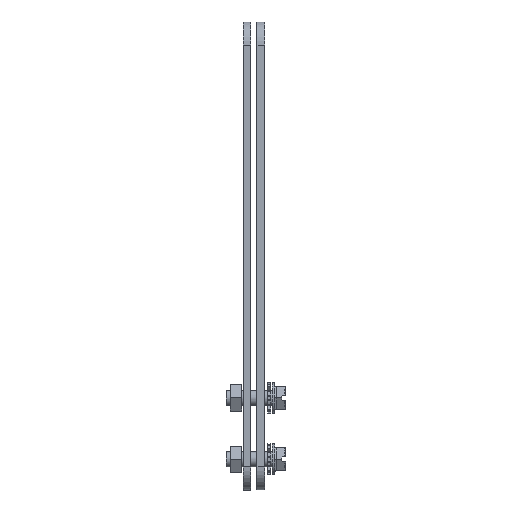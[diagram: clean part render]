
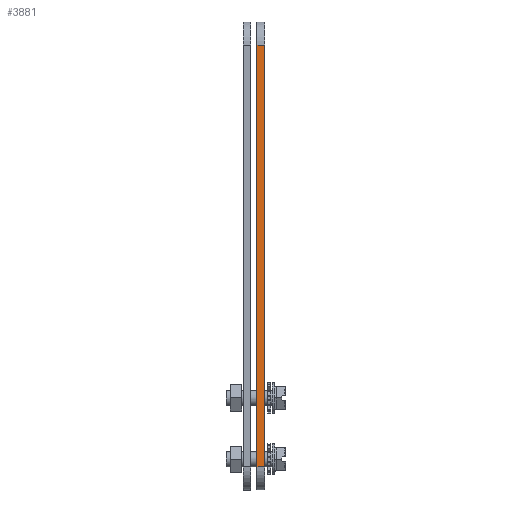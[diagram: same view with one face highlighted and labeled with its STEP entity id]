
A CAD part, left-side view. The second image highlights one B-rep face of the part: STEP entity #3881.
In plain terms, the highlighted planar face has unit normal (-1, 0, 0).
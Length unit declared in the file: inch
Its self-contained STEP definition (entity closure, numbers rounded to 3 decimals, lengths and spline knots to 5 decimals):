
#241 = ORIENTED_EDGE ( 'NONE', *, *, #3485, .T. ) ;
#617 = LINE ( 'NONE', #5836, #2936 ) ;
#964 = VECTOR ( 'NONE', #1160, 39.37008 ) ;
#1055 = DIRECTION ( 'NONE',  ( 0., 1., 0. ) ) ;
#1160 = DIRECTION ( 'NONE',  ( 0., 1., 0. ) ) ;
#1491 = EDGE_CURVE ( 'NONE', #6609, #6825, #4240, .T. ) ;
#1519 = VECTOR ( 'NONE', #1055, 39.37008 ) ;
#1791 = LINE ( 'NONE', #8239, #964 ) ;
#1922 = EDGE_LOOP ( 'NONE', ( #241, #4291, #2298, #5800 ) ) ;
#2298 = ORIENTED_EDGE ( 'NONE', *, *, #3351, .T. ) ;
#2446 = LINE ( 'NONE', #3149, #3866 ) ;
#2607 = DIRECTION ( 'NONE',  ( 0., 0., 1. ) ) ;
#2936 = VECTOR ( 'NONE', #6922, 39.37008 ) ;
#3149 = CARTESIAN_POINT ( 'NONE',  ( -3.8125, -0.35, 3.4375 ) ) ;
#3209 = AXIS2_PLACEMENT_3D ( 'NONE', #3311, #7815, #4612 ) ;
#3311 = CARTESIAN_POINT ( 'NONE',  ( -3.8125, -0.225, 3.4375 ) ) ;
#3351 = EDGE_CURVE ( 'NONE', #3577, #6609, #2446, .T. ) ;
#3485 = EDGE_CURVE ( 'NONE', #6825, #4148, #617, .T. ) ;
#3577 = VERTEX_POINT ( 'NONE', #7454 ) ;
#3866 = VECTOR ( 'NONE', #2607, 39.37008 ) ;
#3881 = ADVANCED_FACE ( 'NONE', ( #6449 ), #7695, .T. ) ;
#4148 = VERTEX_POINT ( 'NONE', #5743 ) ;
#4240 = LINE ( 'NONE', #8183, #1519 ) ;
#4291 = ORIENTED_EDGE ( 'NONE', *, *, #7367, .F. ) ;
#4612 = DIRECTION ( 'NONE',  ( 0., 0., 1. ) ) ;
#5743 = CARTESIAN_POINT ( 'NONE',  ( -3.8125, -0.225, -3.4375 ) ) ;
#5800 = ORIENTED_EDGE ( 'NONE', *, *, #1491, .T. ) ;
#5836 = CARTESIAN_POINT ( 'NONE',  ( -3.8125, -0.225, -3.4375 ) ) ;
#6449 = FACE_OUTER_BOUND ( 'NONE', #1922, .T. ) ;
#6609 = VERTEX_POINT ( 'NONE', #8218 ) ;
#6825 = VERTEX_POINT ( 'NONE', #7300 ) ;
#6922 = DIRECTION ( 'NONE',  ( 0., 0., -1. ) ) ;
#7300 = CARTESIAN_POINT ( 'NONE',  ( -3.8125, -0.225, 3.4375 ) ) ;
#7367 = EDGE_CURVE ( 'NONE', #3577, #4148, #1791, .T. ) ;
#7454 = CARTESIAN_POINT ( 'NONE',  ( -3.8125, -0.35, -3.4375 ) ) ;
#7695 = PLANE ( 'NONE',  #3209 ) ;
#7815 = DIRECTION ( 'NONE',  ( -1., 0., 0. ) ) ;
#8183 = CARTESIAN_POINT ( 'NONE',  ( -3.8125, -0.225, 3.4375 ) ) ;
#8218 = CARTESIAN_POINT ( 'NONE',  ( -3.8125, -0.35, 3.4375 ) ) ;
#8239 = CARTESIAN_POINT ( 'NONE',  ( -3.8125, -0.225, -3.4375 ) ) ;
